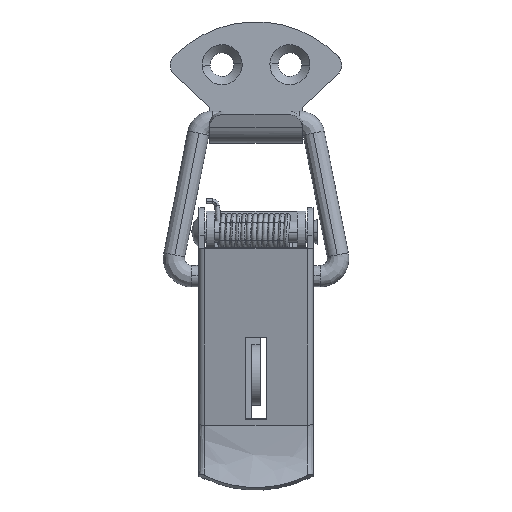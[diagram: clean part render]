
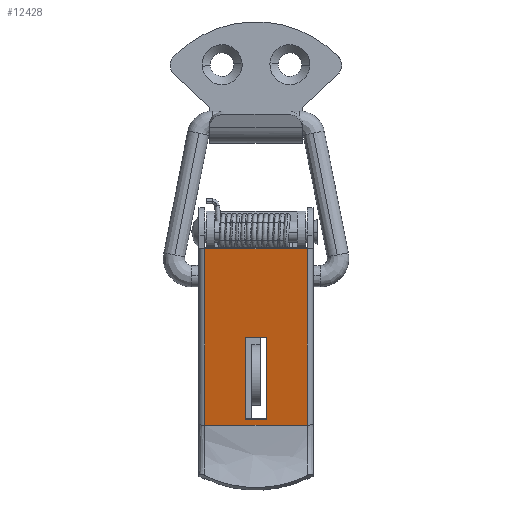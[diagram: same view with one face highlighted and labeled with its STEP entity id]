
A CAD part, front view. The second image highlights one B-rep face of the part: STEP entity #12428.
In plain terms, the highlighted free-form (B-spline) face has degree [1, 1] with [2, 2] control points.
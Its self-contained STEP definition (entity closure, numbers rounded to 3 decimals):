
#11253=CARTESIAN_POINT('',(7.2,-0.294,-42.499));
#11254=VERTEX_POINT('',#11253);
#11298=CARTESIAN_POINT('',(7.2,-5.161,-17.792));
#11299=VERTEX_POINT('',#11298);
#11315=CARTESIAN_POINT('',(7.2,-0.294,-42.499));
#11316=CARTESIAN_POINT('',(7.2,-5.161,-17.792));
#11317=QUASI_UNIFORM_CURVE('',1,(#11315,#11316),.UNSPECIFIED.,.F.,.U.);
#11318=EDGE_CURVE('',#11254,#11299,#11317,.T.);
#11376=CARTESIAN_POINT('',(-7.2,-0.294,-42.499));
#11377=VERTEX_POINT('',#11376);
#11438=CARTESIAN_POINT('',(-7.2,-5.161,-17.792));
#11439=VERTEX_POINT('',#11438);
#11459=CARTESIAN_POINT('',(-7.2,-5.161,-17.792));
#11460=CARTESIAN_POINT('',(-7.2,-0.294,-42.499));
#11461=QUASI_UNIFORM_CURVE('',1,(#11459,#11460),.UNSPECIFIED.,.F.,.U.);
#11462=EDGE_CURVE('',#11439,#11377,#11461,.T.);
#11597=CARTESIAN_POINT('',(-1.5,-0.445,-41.732));
#11598=VERTEX_POINT('',#11597);
#11599=CARTESIAN_POINT('',(1.5,-0.445,-41.732));
#11600=VERTEX_POINT('',#11599);
#11601=CARTESIAN_POINT('',(-1.5,-0.445,-41.732));
#11602=CARTESIAN_POINT('',(1.5,-0.445,-41.732));
#11603=QUASI_UNIFORM_CURVE('',1,(#11601,#11602),.UNSPECIFIED.,.F.,.U.);
#11604=EDGE_CURVE('',#11598,#11600,#11603,.T.);
#11633=CARTESIAN_POINT('',(-1.5,-2.706,-30.253));
#11634=VERTEX_POINT('',#11633);
#11635=CARTESIAN_POINT('',(-1.5,-2.706,-30.253));
#11636=CARTESIAN_POINT('',(-1.5,-0.445,-41.732));
#11637=QUASI_UNIFORM_CURVE('',1,(#11635,#11636),.UNSPECIFIED.,.F.,.U.);
#11638=EDGE_CURVE('',#11634,#11598,#11637,.T.);
#11661=CARTESIAN_POINT('',(1.5,-2.706,-30.253));
#11662=VERTEX_POINT('',#11661);
#11663=CARTESIAN_POINT('',(1.5,-2.706,-30.253));
#11664=CARTESIAN_POINT('',(-1.5,-2.706,-30.253));
#11665=QUASI_UNIFORM_CURVE('',1,(#11663,#11664),.UNSPECIFIED.,.F.,.U.);
#11666=EDGE_CURVE('',#11662,#11634,#11665,.T.);
#11689=CARTESIAN_POINT('',(1.5,-0.445,-41.732));
#11690=CARTESIAN_POINT('',(1.5,-2.706,-30.253));
#11691=QUASI_UNIFORM_CURVE('',1,(#11689,#11690),.UNSPECIFIED.,.F.,.U.);
#11692=EDGE_CURVE('',#11600,#11662,#11691,.T.);
#12392=CARTESIAN_POINT('',(-7.2,-5.161,-17.792));
#12393=CARTESIAN_POINT('',(7.2,-5.161,-17.792));
#12394=QUASI_UNIFORM_CURVE('',1,(#12392,#12393),.UNSPECIFIED.,.F.,.U.);
#12395=EDGE_CURVE('',#11439,#11299,#12394,.T.);
#12407=CARTESIAN_POINT('',(7.919,-5.404,-16.558));
#12408=CARTESIAN_POINT('',(7.919,-0.051,-43.733));
#12409=CARTESIAN_POINT('',(-7.919,-5.404,-16.558));
#12410=CARTESIAN_POINT('',(-7.919,-0.051,-43.733));
#12411=B_SPLINE_SURFACE_WITH_KNOTS('',1,1,((#12407,#12409),(#12408,#12410)),.UNSPECIFIED.,.F.,.F.,.U.,(2,2),(2,2),(0.0,27.697),(0.0,15.839),.UNSPECIFIED.);
#12412=ORIENTED_EDGE('',*,*,#12395,.F.);
#12413=ORIENTED_EDGE('',*,*,#11462,.T.);
#12414=CARTESIAN_POINT('',(-7.2,-0.294,-42.499));
#12415=CARTESIAN_POINT('',(7.2,-0.294,-42.499));
#12416=QUASI_UNIFORM_CURVE('',1,(#12414,#12415),.UNSPECIFIED.,.F.,.U.);
#12417=EDGE_CURVE('',#11377,#11254,#12416,.T.);
#12418=ORIENTED_EDGE('',*,*,#12417,.T.);
#12419=ORIENTED_EDGE('',*,*,#11318,.T.);
#12420=EDGE_LOOP('',(#12412,#12413,#12418,#12419));
#12421=FACE_OUTER_BOUND('',#12420,.T.);
#12422=ORIENTED_EDGE('',*,*,#11666,.F.);
#12423=ORIENTED_EDGE('',*,*,#11692,.F.);
#12424=ORIENTED_EDGE('',*,*,#11604,.F.);
#12425=ORIENTED_EDGE('',*,*,#11638,.F.);
#12426=EDGE_LOOP('',(#12422,#12423,#12424,#12425));
#12427=FACE_BOUND('',#12426,.T.);
#12428=ADVANCED_FACE('',(#12421,#12427),#12411,.F.);
